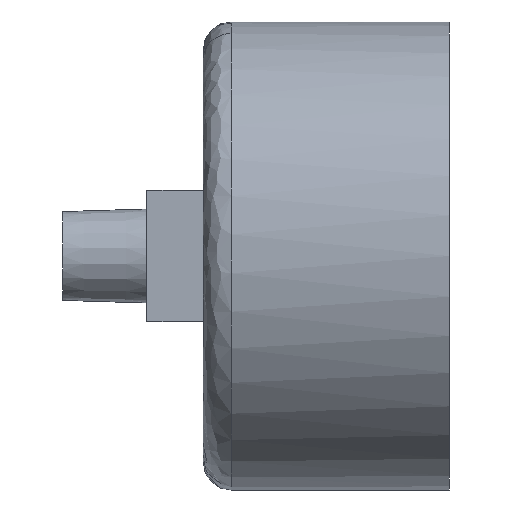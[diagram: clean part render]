
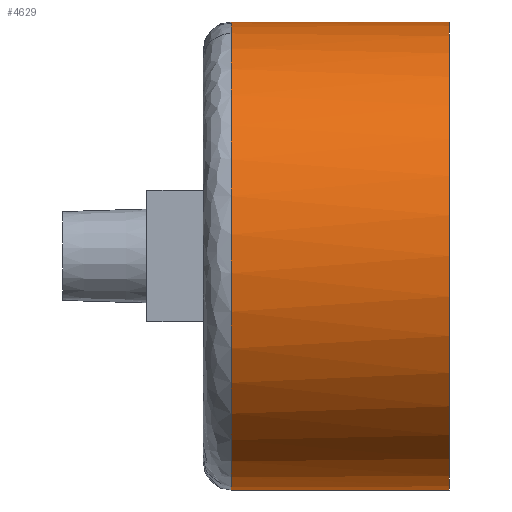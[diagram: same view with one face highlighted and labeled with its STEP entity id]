
A CAD part, front view. The second image highlights one B-rep face of the part: STEP entity #4629.
In plain terms, the highlighted cylindrical face has radius 25 mm (diameter 50 mm), a partial arc.
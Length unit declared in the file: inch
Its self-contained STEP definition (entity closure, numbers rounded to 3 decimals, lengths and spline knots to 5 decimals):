
#20 = DIRECTION ( 'NONE',  ( 1., 0., 0. ) ) ;
#36 = LINE ( 'NONE', #1873, #4684 ) ;
#51 = ORIENTED_EDGE ( 'NONE', *, *, #4267, .T. ) ;
#75 = DIRECTION ( 'NONE',  ( 1., 0., 0. ) ) ;
#87 = AXIS2_PLACEMENT_3D ( 'NONE', #3392, #1141, #777 ) ;
#99 = DIRECTION ( 'NONE',  ( 0., 0., -1. ) ) ;
#365 = EDGE_LOOP ( 'NONE', ( #968, #2060, #4124, #1119, #51 ) ) ;
#403 = EDGE_CURVE ( 'NONE', #4092, #2911, #36, .T. ) ;
#587 = VERTEX_POINT ( 'NONE', #3484 ) ;
#590 = DIRECTION ( 'NONE',  ( 0., 0., -1. ) ) ;
#676 = CARTESIAN_POINT ( 'NONE',  ( 0.70866, -0.30415, 0.93608 ) ) ;
#777 = DIRECTION ( 'NONE',  ( 0., 0., -1. ) ) ;
#850 = VECTOR ( 'NONE', #20, 39.37008 ) ;
#929 = CARTESIAN_POINT ( 'NONE',  ( 1.62598, 0., -0.98425 ) ) ;
#968 = ORIENTED_EDGE ( 'NONE', *, *, #3149, .F. ) ;
#1038 = AXIS2_PLACEMENT_3D ( 'NONE', #1542, #75, #99 ) ;
#1119 = ORIENTED_EDGE ( 'NONE', *, *, #403, .T. ) ;
#1141 = DIRECTION ( 'NONE',  ( 1., 0., 0. ) ) ;
#1542 = CARTESIAN_POINT ( 'NONE',  ( 0.70866, 0., 0. ) ) ;
#1597 = VERTEX_POINT ( 'NONE', #3659 ) ;
#1660 = AXIS2_PLACEMENT_3D ( 'NONE', #4324, #1668, #590 ) ;
#1666 = AXIS2_PLACEMENT_3D ( 'NONE', #3879, #3437, #3322 ) ;
#1668 = DIRECTION ( 'NONE',  ( -1., 0., 0. ) ) ;
#1873 = CARTESIAN_POINT ( 'NONE',  ( 1.50787, 0., -0.98425 ) ) ;
#1886 = CIRCLE ( 'NONE', #87, 0.98425 ) ;
#1940 = CYLINDRICAL_SURFACE ( 'NONE', #1666, 0.98425 ) ;
#2060 = ORIENTED_EDGE ( 'NONE', *, *, #3757, .T. ) ;
#2211 = CIRCLE ( 'NONE', #1660, 0.98425 ) ;
#2244 = DIRECTION ( 'NONE',  ( 1., 0., 0. ) ) ;
#2524 = CIRCLE ( 'NONE', #1038, 0.98425 ) ;
#2911 = VERTEX_POINT ( 'NONE', #929 ) ;
#2953 = VERTEX_POINT ( 'NONE', #676 ) ;
#2956 = LINE ( 'NONE', #4167, #850 ) ;
#3149 = EDGE_CURVE ( 'NONE', #1597, #587, #2956, .T. ) ;
#3322 = DIRECTION ( 'NONE',  ( 0., 0., -1. ) ) ;
#3392 = CARTESIAN_POINT ( 'NONE',  ( 0.70866, 0., 0. ) ) ;
#3437 = DIRECTION ( 'NONE',  ( 1., 0., 0. ) ) ;
#3484 = CARTESIAN_POINT ( 'NONE',  ( 1.62598, 0., 0.98425 ) ) ;
#3659 = CARTESIAN_POINT ( 'NONE',  ( 0.70866, 0., 0.98425 ) ) ;
#3757 = EDGE_CURVE ( 'NONE', #1597, #2953, #1886, .T. ) ;
#3879 = CARTESIAN_POINT ( 'NONE',  ( 1.50787, 0., 0. ) ) ;
#4092 = VERTEX_POINT ( 'NONE', #4566 ) ;
#4124 = ORIENTED_EDGE ( 'NONE', *, *, #4127, .T. ) ;
#4127 = EDGE_CURVE ( 'NONE', #2953, #4092, #2524, .T. ) ;
#4167 = CARTESIAN_POINT ( 'NONE',  ( 1.50787, 0., 0.98425 ) ) ;
#4207 = FACE_OUTER_BOUND ( 'NONE', #365, .T. ) ;
#4267 = EDGE_CURVE ( 'NONE', #2911, #587, #2211, .T. ) ;
#4324 = CARTESIAN_POINT ( 'NONE',  ( 1.62598, 0., 0. ) ) ;
#4566 = CARTESIAN_POINT ( 'NONE',  ( 0.70866, 0., -0.98425 ) ) ;
#4629 = ADVANCED_FACE ( 'NONE', ( #4207 ), #1940, .T. ) ;
#4684 = VECTOR ( 'NONE', #2244, 39.37008 ) ;
